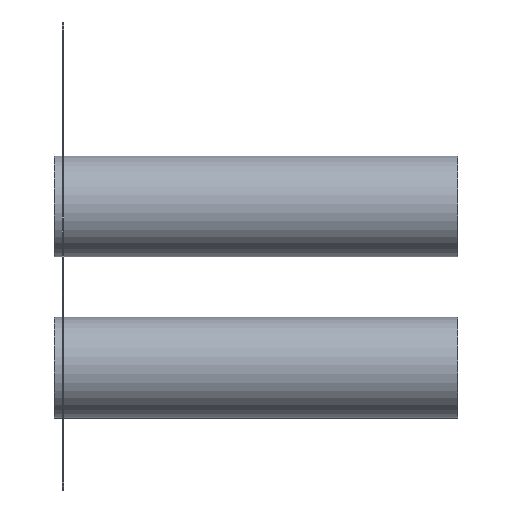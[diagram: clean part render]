
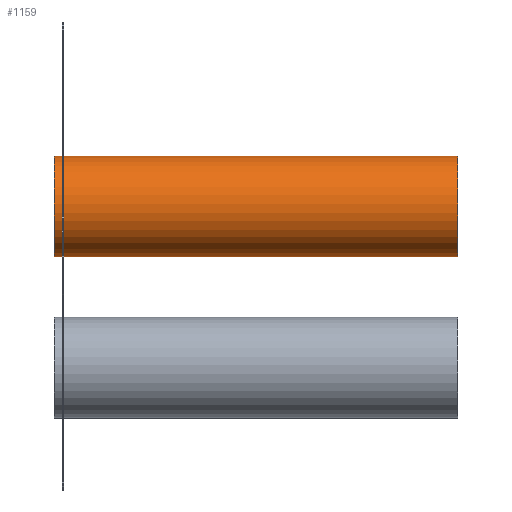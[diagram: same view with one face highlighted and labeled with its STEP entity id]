
A CAD part, front view. The second image highlights one B-rep face of the part: STEP entity #1159.
In plain terms, the highlighted cylindrical face has radius 62.5 mm (diameter 125 mm), a partial arc.
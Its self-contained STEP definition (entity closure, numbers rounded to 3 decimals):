
#75 = VERTEX_POINT ( 'NONE', #1626 ) ;
#89 = ORIENTED_EDGE ( 'NONE', *, *, #2126, .F. ) ;
#235 = EDGE_CURVE ( 'NONE', #75, #1053, #1564, .T. ) ;
#367 = ORIENTED_EDGE ( 'NONE', *, *, #1338, .T. ) ;
#490 = CARTESIAN_POINT ( 'NONE',  ( 0., 0., -250. ) ) ;
#639 = LINE ( 'NONE', #2317, #2330 ) ;
#747 = ORIENTED_EDGE ( 'NONE', *, *, #895, .F. ) ;
#762 = CARTESIAN_POINT ( 'NONE',  ( 2.937, -62.431, 250. ) ) ;
#780 = VECTOR ( 'NONE', #1799, 1000. ) ;
#881 = DIRECTION ( 'NONE',  ( 0., 0., -1. ) ) ;
#895 = EDGE_CURVE ( 'NONE', #2202, #2562, #1885, .T. ) ;
#941 = LINE ( 'NONE', #2236, #780 ) ;
#968 = CYLINDRICAL_SURFACE ( 'NONE', #2572, 62.5 ) ;
#1053 = VERTEX_POINT ( 'NONE', #762 ) ;
#1066 = AXIS2_PLACEMENT_3D ( 'NONE', #490, #881, #2190 ) ;
#1159 = ADVANCED_FACE ( 'NONE', ( #1439 ), #968, .T. ) ;
#1291 = CARTESIAN_POINT ( 'NONE',  ( 0., 0., 250. ) ) ;
#1338 = EDGE_CURVE ( 'NONE', #75, #2562, #639, .T. ) ;
#1395 = CARTESIAN_POINT ( 'NONE',  ( 0., 0., 247.5 ) ) ;
#1439 = FACE_OUTER_BOUND ( 'NONE', #2388, .T. ) ;
#1444 = CARTESIAN_POINT ( 'NONE',  ( 2.937, -62.431, -250. ) ) ;
#1564 = CIRCLE ( 'NONE', #1690, 62.5 ) ;
#1626 = CARTESIAN_POINT ( 'NONE',  ( -2.937, 62.431, 250. ) ) ;
#1690 = AXIS2_PLACEMENT_3D ( 'NONE', #1291, #1903, #2328 ) ;
#1799 = DIRECTION ( 'NONE',  ( 0., 0., -1. ) ) ;
#1885 = CIRCLE ( 'NONE', #1066, 62.5 ) ;
#1903 = DIRECTION ( 'NONE',  ( 0., 0., 1. ) ) ;
#1906 = DIRECTION ( 'NONE',  ( 0., 0., -1. ) ) ;
#2126 = EDGE_CURVE ( 'NONE', #1053, #2202, #941, .T. ) ;
#2190 = DIRECTION ( 'NONE',  ( 0., -1., 0. ) ) ;
#2202 = VERTEX_POINT ( 'NONE', #1444 ) ;
#2236 = CARTESIAN_POINT ( 'NONE',  ( 2.937, -62.431, 247.5 ) ) ;
#2254 = DIRECTION ( 'NONE',  ( 0.047, -0.999, 0. ) ) ;
#2267 = DIRECTION ( 'NONE',  ( 0., 0., -1. ) ) ;
#2317 = CARTESIAN_POINT ( 'NONE',  ( -2.937, 62.431, 247.5 ) ) ;
#2328 = DIRECTION ( 'NONE',  ( 1., 0., 0. ) ) ;
#2330 = VECTOR ( 'NONE', #1906, 1000. ) ;
#2362 = ORIENTED_EDGE ( 'NONE', *, *, #235, .F. ) ;
#2388 = EDGE_LOOP ( 'NONE', ( #2362, #367, #747, #89 ) ) ;
#2562 = VERTEX_POINT ( 'NONE', #2629 ) ;
#2572 = AXIS2_PLACEMENT_3D ( 'NONE', #1395, #2267, #2254 ) ;
#2629 = CARTESIAN_POINT ( 'NONE',  ( -2.937, 62.431, -250. ) ) ;
